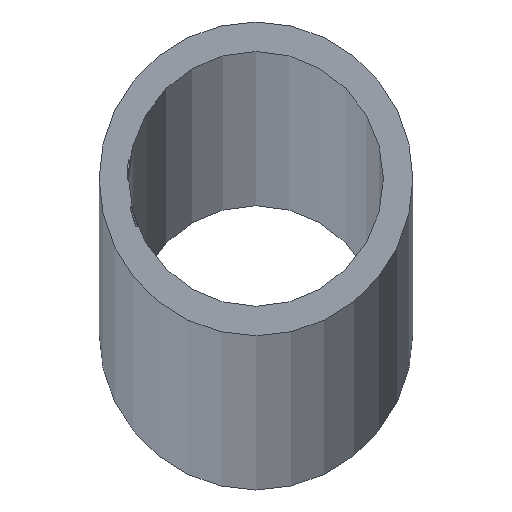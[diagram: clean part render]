
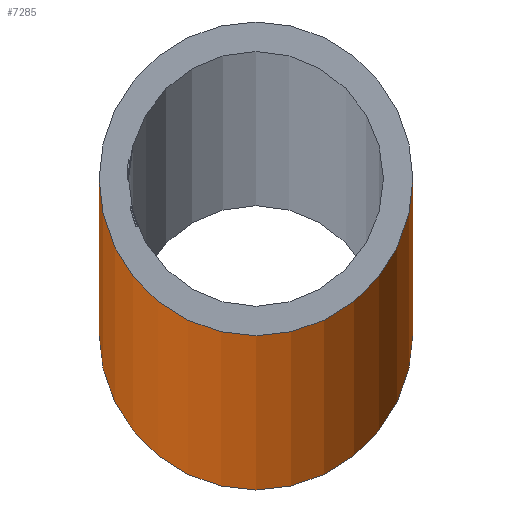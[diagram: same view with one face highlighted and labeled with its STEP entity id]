
A CAD part, top view. The second image highlights one B-rep face of the part: STEP entity #7285.
In plain terms, the highlighted cylindrical face has radius 10.65 mm (diameter 21.3 mm), a partial arc.
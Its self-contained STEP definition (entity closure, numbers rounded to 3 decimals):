
#247 = CARTESIAN_POINT ( 'NONE',  ( 0., 0., 0. ) ) ;
#398 = EDGE_CURVE ( 'NONE', #7932, #10735, #9605, .T. ) ;
#1007 = EDGE_CURVE ( 'NONE', #8172, #9428, #7751, .T. ) ;
#1024 = AXIS2_PLACEMENT_3D ( 'NONE', #9567, #7066, #2030 ) ;
#1624 = DIRECTION ( 'NONE',  ( 0., 0., 1. ) ) ;
#2030 = DIRECTION ( 'NONE',  ( 1., 0., 0. ) ) ;
#2405 = CYLINDRICAL_SURFACE ( 'NONE', #7462, 10.65 ) ;
#2717 = LINE ( 'NONE', #3804, #10092 ) ;
#3065 = ORIENTED_EDGE ( 'NONE', *, *, #5081, .F. ) ;
#3434 = ORIENTED_EDGE ( 'NONE', *, *, #3652, .T. ) ;
#3652 = EDGE_CURVE ( 'NONE', #9428, #10735, #8904, .T. ) ;
#3697 = DIRECTION ( 'NONE',  ( 0., 0., 1. ) ) ;
#3804 = CARTESIAN_POINT ( 'NONE',  ( -10.65, 0., -6000. ) ) ;
#4326 = DIRECTION ( 'NONE',  ( 0., 0., 1. ) ) ;
#5081 = EDGE_CURVE ( 'NONE', #8172, #7932, #2717, .T. ) ;
#6051 = CARTESIAN_POINT ( 'NONE',  ( -10.65, 0., -6000. ) ) ;
#6071 = DIRECTION ( 'NONE',  ( 1., 0., 0. ) ) ;
#6491 = ORIENTED_EDGE ( 'NONE', *, *, #398, .F. ) ;
#6562 = CARTESIAN_POINT ( 'NONE',  ( 0., 0., -6000. ) ) ;
#6751 = EDGE_LOOP ( 'NONE', ( #3065, #8263, #3434, #6491 ) ) ;
#7066 = DIRECTION ( 'NONE',  ( 0., 0., 1. ) ) ;
#7285 = ADVANCED_FACE ( 'NONE', ( #10160 ), #2405, .T. ) ;
#7449 = CARTESIAN_POINT ( 'NONE',  ( 10.65, 0., -6000. ) ) ;
#7462 = AXIS2_PLACEMENT_3D ( 'NONE', #6562, #1624, #10749 ) ;
#7654 = CARTESIAN_POINT ( 'NONE',  ( 10.65, 0., 0. ) ) ;
#7751 = CIRCLE ( 'NONE', #1024, 10.65 ) ;
#7932 = VERTEX_POINT ( 'NONE', #10319 ) ;
#8172 = VERTEX_POINT ( 'NONE', #6051 ) ;
#8234 = VECTOR ( 'NONE', #9736, 1000. ) ;
#8263 = ORIENTED_EDGE ( 'NONE', *, *, #1007, .T. ) ;
#8904 = LINE ( 'NONE', #9020, #8234 ) ;
#9020 = CARTESIAN_POINT ( 'NONE',  ( 10.65, 0., -6000. ) ) ;
#9108 = AXIS2_PLACEMENT_3D ( 'NONE', #247, #4326, #6071 ) ;
#9428 = VERTEX_POINT ( 'NONE', #7449 ) ;
#9567 = CARTESIAN_POINT ( 'NONE',  ( 0., 0., -6000. ) ) ;
#9605 = CIRCLE ( 'NONE', #9108, 10.65 ) ;
#9736 = DIRECTION ( 'NONE',  ( 0., 0., 1. ) ) ;
#10092 = VECTOR ( 'NONE', #3697, 1000. ) ;
#10160 = FACE_OUTER_BOUND ( 'NONE', #6751, .T. ) ;
#10319 = CARTESIAN_POINT ( 'NONE',  ( -10.65, 0., 0. ) ) ;
#10735 = VERTEX_POINT ( 'NONE', #7654 ) ;
#10749 = DIRECTION ( 'NONE',  ( 1., 0., 0. ) ) ;
